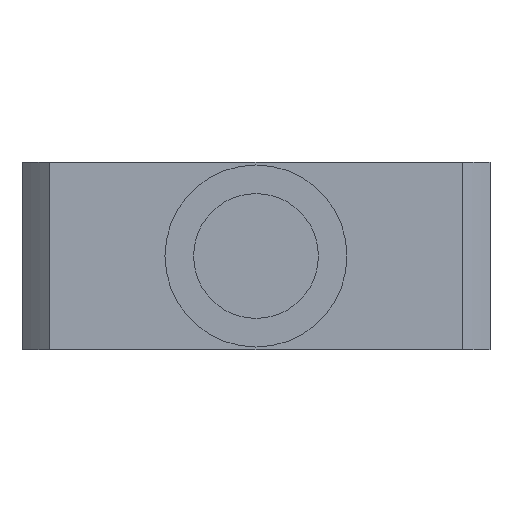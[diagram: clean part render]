
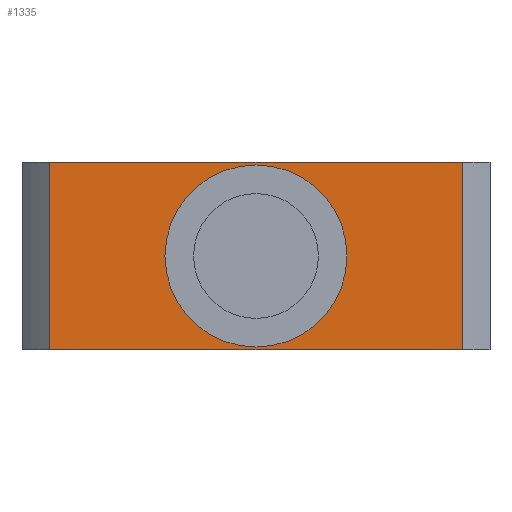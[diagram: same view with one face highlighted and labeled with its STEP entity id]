
A CAD part, left-side view. The second image highlights one B-rep face of the part: STEP entity #1335.
In plain terms, the highlighted planar face has unit normal (-1, 0, 0).
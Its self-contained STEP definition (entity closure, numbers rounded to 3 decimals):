
#58 = ORIENTED_EDGE ( 'NONE', *, *, #525, .F. ) ;
#78 = VECTOR ( 'NONE', #798, 1000. ) ;
#94 = ORIENTED_EDGE ( 'NONE', *, *, #675, .F. ) ;
#119 = ORIENTED_EDGE ( 'NONE', *, *, #573, .T. ) ;
#138 = EDGE_LOOP ( 'NONE', ( #94, #312 ) ) ;
#181 = ORIENTED_EDGE ( 'NONE', *, *, #700, .F. ) ;
#183 = EDGE_LOOP ( 'NONE', ( #320, #119, #58, #181 ) ) ;
#222 = LINE ( 'NONE', #801, #78 ) ;
#224 = VECTOR ( 'NONE', #992, 1000. ) ;
#312 = ORIENTED_EDGE ( 'NONE', *, *, #585, .F. ) ;
#316 = LINE ( 'NONE', #809, #224 ) ;
#320 = ORIENTED_EDGE ( 'NONE', *, *, #687, .F. ) ;
#337 = FACE_OUTER_BOUND ( 'NONE', #183, .T. ) ;
#407 = VECTOR ( 'NONE', #859, 1000. ) ;
#416 = LINE ( 'NONE', #1085, #407 ) ;
#420 = CIRCLE ( 'NONE', #537, 8.75 ) ;
#471 = LINE ( 'NONE', #1108, #476 ) ;
#476 = VECTOR ( 'NONE', #1110, 1000. ) ;
#489 = CIRCLE ( 'NONE', #702, 8.75 ) ;
#499 = FACE_BOUND ( 'NONE', #138, .T. ) ;
#525 = EDGE_CURVE ( 'NONE', #942, #939, #316, .T. ) ;
#537 = AXIS2_PLACEMENT_3D ( 'NONE', #794, #1034, #1009 ) ;
#573 = EDGE_CURVE ( 'NONE', #1077, #939, #222, .T. ) ;
#585 = EDGE_CURVE ( 'NONE', #747, #889, #420, .T. ) ;
#615 = AXIS2_PLACEMENT_3D ( 'NONE', #1204, #1195, #1263 ) ;
#675 = EDGE_CURVE ( 'NONE', #889, #747, #489, .T. ) ;
#687 = EDGE_CURVE ( 'NONE', #1077, #1116, #471, .T. ) ;
#700 = EDGE_CURVE ( 'NONE', #1116, #942, #416, .T. ) ;
#702 = AXIS2_PLACEMENT_3D ( 'NONE', #963, #867, #1140 ) ;
#747 = VERTEX_POINT ( 'NONE', #1069 ) ;
#794 = CARTESIAN_POINT ( 'NONE',  ( -22.5, 0., 9. ) ) ;
#798 = DIRECTION ( 'NONE',  ( 0., -1., 0. ) ) ;
#801 = CARTESIAN_POINT ( 'NONE',  ( -22.5, 22.5, 0. ) ) ;
#809 = CARTESIAN_POINT ( 'NONE',  ( -22.5, -19.843, 0. ) ) ;
#833 = CARTESIAN_POINT ( 'NONE',  ( -22.5, 19.843, 0. ) ) ;
#838 = CARTESIAN_POINT ( 'NONE',  ( -22.5, -19.843, 18. ) ) ;
#850 = CARTESIAN_POINT ( 'NONE',  ( -22.5, 19.843, 18. ) ) ;
#859 = DIRECTION ( 'NONE',  ( 0., -1., 0. ) ) ;
#867 = DIRECTION ( 'NONE',  ( -1., 0., 0. ) ) ;
#889 = VERTEX_POINT ( 'NONE', #1102 ) ;
#939 = VERTEX_POINT ( 'NONE', #1094 ) ;
#942 = VERTEX_POINT ( 'NONE', #838 ) ;
#963 = CARTESIAN_POINT ( 'NONE',  ( -22.5, 0., 9. ) ) ;
#992 = DIRECTION ( 'NONE',  ( 0., 0., -1. ) ) ;
#1009 = DIRECTION ( 'NONE',  ( 0., 1., 0. ) ) ;
#1034 = DIRECTION ( 'NONE',  ( -1., 0., 0. ) ) ;
#1069 = CARTESIAN_POINT ( 'NONE',  ( -22.5, 0., 17.75 ) ) ;
#1077 = VERTEX_POINT ( 'NONE', #833 ) ;
#1085 = CARTESIAN_POINT ( 'NONE',  ( -22.5, 22.5, 18. ) ) ;
#1094 = CARTESIAN_POINT ( 'NONE',  ( -22.5, -19.843, 0. ) ) ;
#1102 = CARTESIAN_POINT ( 'NONE',  ( -22.5, 0., 0.25 ) ) ;
#1108 = CARTESIAN_POINT ( 'NONE',  ( -22.5, 19.843, 0. ) ) ;
#1110 = DIRECTION ( 'NONE',  ( 0., 0., 1. ) ) ;
#1116 = VERTEX_POINT ( 'NONE', #850 ) ;
#1140 = DIRECTION ( 'NONE',  ( 0., 1., 0. ) ) ;
#1187 = PLANE ( 'NONE',  #615 ) ;
#1195 = DIRECTION ( 'NONE',  ( 1., 0., 0. ) ) ;
#1204 = CARTESIAN_POINT ( 'NONE',  ( -22.5, 22.5, 18. ) ) ;
#1263 = DIRECTION ( 'NONE',  ( 0., 1., 0. ) ) ;
#1335 = ADVANCED_FACE ( 'NONE', ( #337, #499 ), #1187, .F. ) ;
